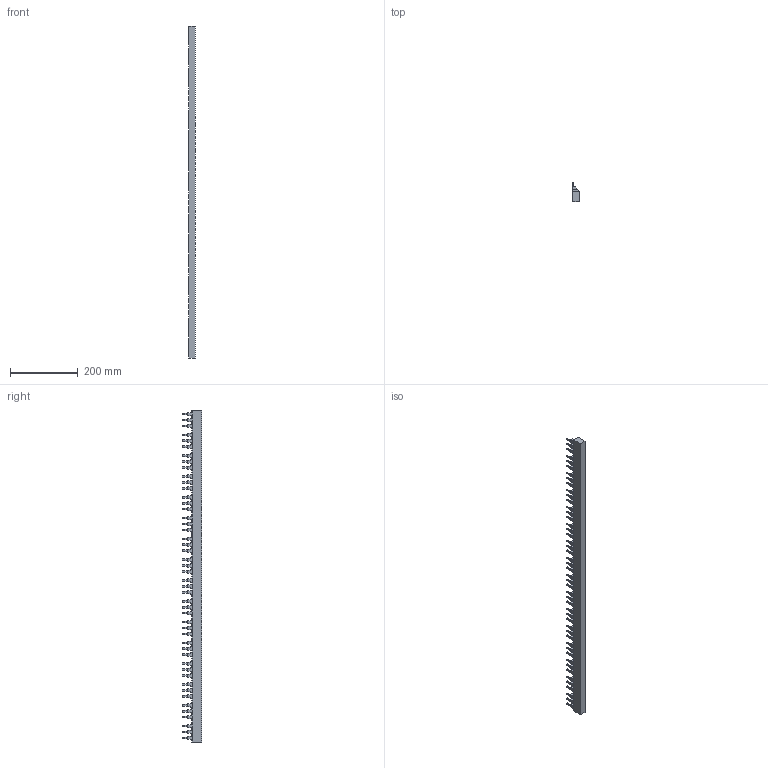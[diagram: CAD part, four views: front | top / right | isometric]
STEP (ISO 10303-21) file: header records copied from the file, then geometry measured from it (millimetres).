
FILE_DESCRIPTION((''),'2;1');
FILE_NAME('SB112323_3D-SIMPLIFIED_ASM','2016-05-13T',('dlavaud'),(''),'PRO/ENGINEER BY PARAMETRIC TECHNOLOGY CORPORATION, 2006170','PRO/ENGINEER BY PARAMETRIC TECHNOLOGY CORPORATION, 2006170','');
FILE_SCHEMA(('CONFIG_CONTROL_DESIGN'));
Length unit declared in the file: millimetre
Products named in the file (5): CORP; PEIGNE; TIGE; SIMPLIFIED_ASM; SB112323_3D-SIMPLIFIED_ASM
Assembly tree (34 placements, depth 3):
  SB112323_3D-SIMPLIFIED_ASM
    SIMPLIFIED_ASM
      CORP
      PEIGNE  x16
      TIGE  x16
Bounding box: 19.3 x 56.8 x 983.4 mm (x, y, z)
Volume: 646319.1 mm3; surface area: 160390.5 mm2
Topology: 97 solids, 97 shells, 1770 faces, 4728 edges, 3152 vertices
Faces by surface type: plane 1430, cylinder 340
Entity records: 4207 total; most frequent: CARTESIAN_POINT 778, DIRECTION 728, ORIENTED_EDGE 636, EDGE_CURVE 318, VECTOR 268, LINE 268, AXIS2_PLACEMENT_3D 230, VERTEX_POINT 212
